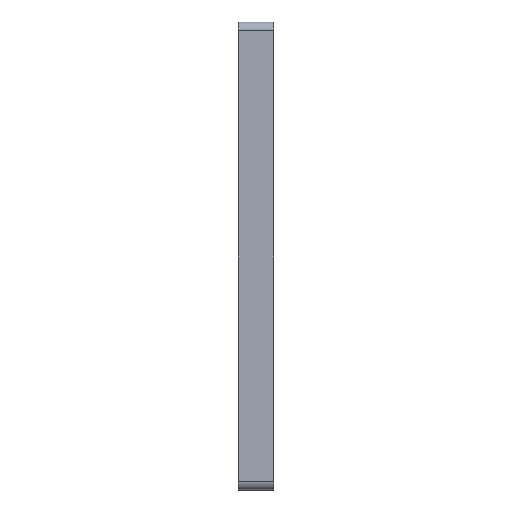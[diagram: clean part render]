
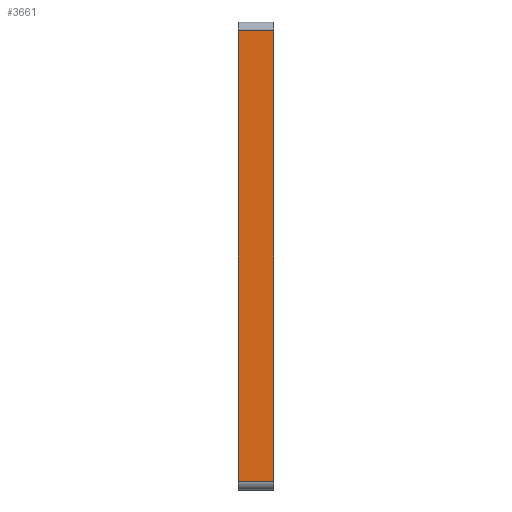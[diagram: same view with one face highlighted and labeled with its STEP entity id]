
A CAD part, left-side view. The second image highlights one B-rep face of the part: STEP entity #3661.
In plain terms, the highlighted planar face has unit normal (-1, 0, 0).
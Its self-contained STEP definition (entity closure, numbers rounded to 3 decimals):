
#46 = CARTESIAN_POINT ( 'NONE',  ( -39.754, 1., 31.915 ) ) ;
#106 = FACE_OUTER_BOUND ( 'NONE', #821, .T. ) ;
#137 = ORIENTED_EDGE ( 'NONE', *, *, #576, .T. ) ;
#330 = ORIENTED_EDGE ( 'NONE', *, *, #1278, .F. ) ;
#331 = VECTOR ( 'NONE', #1188, 1000. ) ;
#353 = DIRECTION ( 'NONE',  ( 0., 1., 0. ) ) ;
#422 = VECTOR ( 'NONE', #3267, 1000. ) ;
#576 = EDGE_CURVE ( 'NONE', #2529, #1287, #2048, .T. ) ;
#714 = VECTOR ( 'NONE', #353, 1000. ) ;
#770 = CARTESIAN_POINT ( 'NONE',  ( -39.754, 4., 31.915 ) ) ;
#821 = EDGE_LOOP ( 'NONE', ( #1682, #330, #137, #3647 ) ) ;
#1158 = DIRECTION ( 'NONE',  ( 0., 0., -1. ) ) ;
#1188 = DIRECTION ( 'NONE',  ( 0., -1., 0. ) ) ;
#1196 = PLANE ( 'NONE',  #2555 ) ;
#1206 = EDGE_CURVE ( 'NONE', #3119, #3320, #2917, .T. ) ;
#1214 = DIRECTION ( 'NONE',  ( 1., 0., 0. ) ) ;
#1278 = EDGE_CURVE ( 'NONE', #2529, #3320, #1731, .T. ) ;
#1287 = VERTEX_POINT ( 'NONE', #3323 ) ;
#1405 = EDGE_CURVE ( 'NONE', #1287, #3119, #2387, .T. ) ;
#1447 = DIRECTION ( 'NONE',  ( 0., 0., 1. ) ) ;
#1517 = CARTESIAN_POINT ( 'NONE',  ( -39.754, 0., 31.915 ) ) ;
#1682 = ORIENTED_EDGE ( 'NONE', *, *, #1206, .T. ) ;
#1731 = LINE ( 'NONE', #2878, #3609 ) ;
#1790 = CARTESIAN_POINT ( 'NONE',  ( -39.754, 1., -19.005 ) ) ;
#2048 = LINE ( 'NONE', #1790, #331 ) ;
#2145 = CARTESIAN_POINT ( 'NONE',  ( -39.754, 0., -20.005 ) ) ;
#2335 = CARTESIAN_POINT ( 'NONE',  ( -39.754, 1., -20.005 ) ) ;
#2387 = LINE ( 'NONE', #2145, #422 ) ;
#2529 = VERTEX_POINT ( 'NONE', #3325 ) ;
#2555 = AXIS2_PLACEMENT_3D ( 'NONE', #2335, #1214, #1158 ) ;
#2878 = CARTESIAN_POINT ( 'NONE',  ( -39.754, 4., -19.005 ) ) ;
#2917 = LINE ( 'NONE', #46, #714 ) ;
#3119 = VERTEX_POINT ( 'NONE', #1517 ) ;
#3267 = DIRECTION ( 'NONE',  ( 0., 0., 1. ) ) ;
#3320 = VERTEX_POINT ( 'NONE', #770 ) ;
#3323 = CARTESIAN_POINT ( 'NONE',  ( -39.754, 0., -19.005 ) ) ;
#3325 = CARTESIAN_POINT ( 'NONE',  ( -39.754, 4., -19.005 ) ) ;
#3609 = VECTOR ( 'NONE', #1447, 1000. ) ;
#3647 = ORIENTED_EDGE ( 'NONE', *, *, #1405, .T. ) ;
#3661 = ADVANCED_FACE ( 'NONE', ( #106 ), #1196, .F. ) ;
